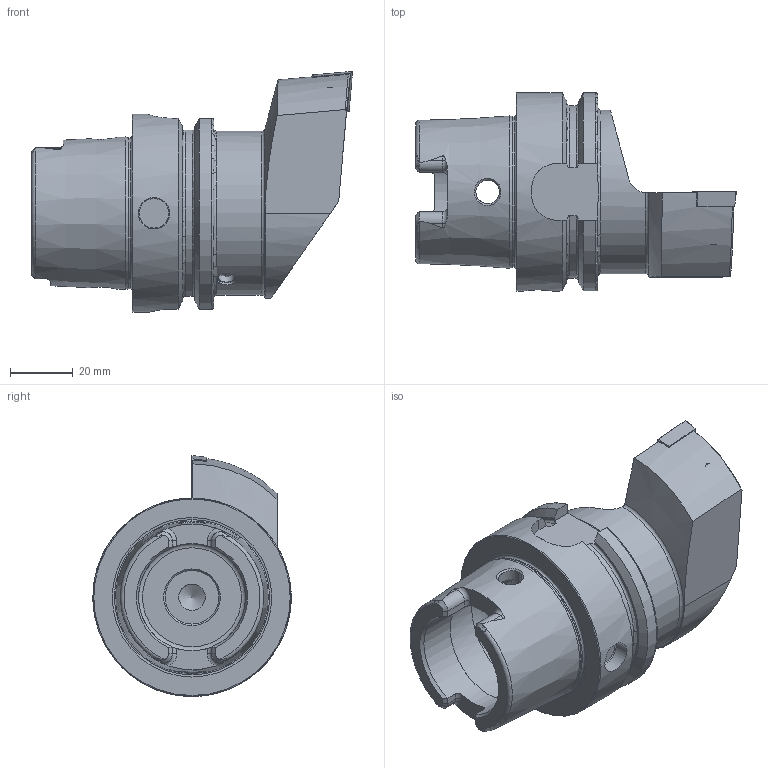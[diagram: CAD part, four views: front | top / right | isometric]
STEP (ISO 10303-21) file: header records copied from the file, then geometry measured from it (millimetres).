
FILE_DESCRIPTION (( 'STEP AP214' ), '1' );
FILE_NAME ('HA6.KCC.LLA.070.STEP', '2020-02-06T13:19:34', ( '' ), ( '' ), 'SwSTEP 2.0', 'SolidWorks 2017', '' );
FILE_SCHEMA (( 'AUTOMOTIVE_DESIGN' ));
Length unit declared in the file: millimetre
Products named in the file (5): CCMT120404; HA6-KCC.LLA.070_C; HA6.KCC.LLA.070; WCC-ER2.001.010_A; KVT_MB_600_060
Assembly tree (4 placements, depth 2):
  HA6.KCC.LLA.070
    HA6-KCC.LLA.070_C
    CCMT120404
    WCC-ER2.001.010_A
    KVT_MB_600_060
Bounding box: 101.9 x 63 x 76.5 mm (x, y, z)
Volume: 138328.4 mm3; surface area: 30873 mm2
Topology: 5 solids, 5 shells, 230 faces, 604 edges, 375 vertices
Faces by surface type: plane 76, cylinder 61, cone 52, torus 25, bspline 15, sphere 1
Full cylindrical faces by diameter (mm): 4.2 x2, 5 x5, 5.5 x1, 6 x3, 7 x1, 7.5 x2, 7.6 x1, 8.4 x1, 10 x1, 17 x1, 19 x1, 34 x2, 40 x1, 47.941 x1, 52 x1, 63 x1
Entity records: 9464 total; most frequent: CARTESIAN_POINT 3412, ORIENTED_EDGE 1008, DIRECTION 945, EDGE_CURVE 504, AXIS2_PLACEMENT_3D 385, VERTEX_POINT 350, EDGE_LOOP 306, FACE_OUTER_BOUND 266
